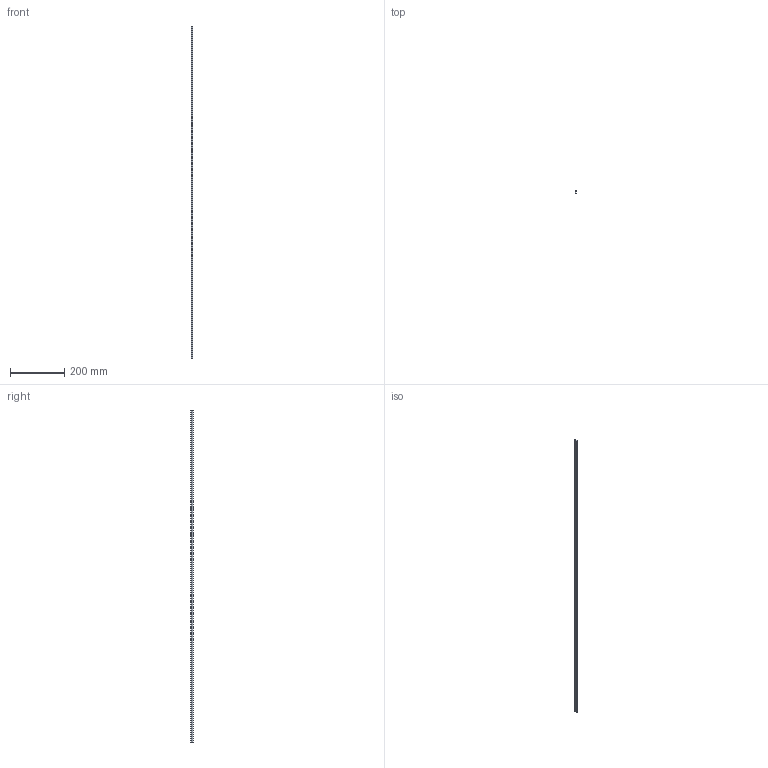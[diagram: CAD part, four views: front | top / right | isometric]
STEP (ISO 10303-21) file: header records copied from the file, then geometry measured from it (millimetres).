
FILE_DESCRIPTION (( 'STEP AP203' ), '1' );
FILE_NAME ('CRT_D7D32CE598.step', '2022-03-07T17:22:33', ( 'localadmin' ), ( 'BOXX Technologies, Inc.' ), 'SwSTEP 2.0', 'SolidWorks 2019', '' );
FILE_SCHEMA (( 'CONFIG_CONTROL_DESIGN' ));
Length unit declared in the file: inch
Products named in the file (3): CRT_D7D32CE598; UWyPJ8XABZ_CADModel_0
Assembly tree (1 placements, depth 2):
  CRT_D7D32CE598
    UWyPJ8XABZ_CADModel_0
  UWyPJ8XABZ_CADModel_0
Bounding box: 4.75 x 10.98 x 1219.2 mm (x, y, z)
Volume: 42184.5 mm3; surface area: 34712 mm2
Topology: 1 solids, 1 shells, 16 faces, 42 edges, 28 vertices
Faces by surface type: plane 11, cylinder 5
Entity records: 774 total; most frequent: DIRECTION 94, CARTESIAN_POINT 91, ORIENTED_EDGE 84, EDGE_CURVE 42, VECTOR 32, LINE 32, AXIS2_PLACEMENT_3D 31, VERTEX_POINT 28
